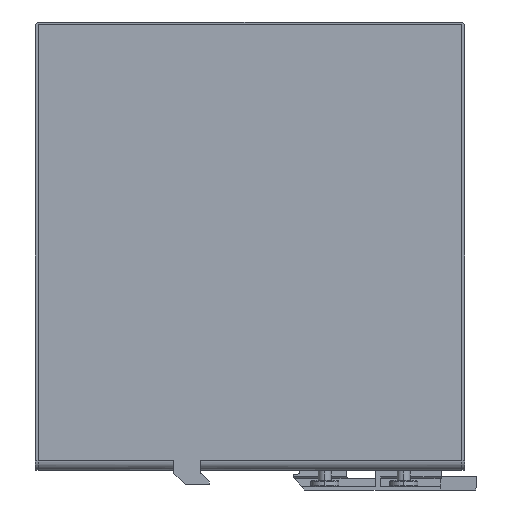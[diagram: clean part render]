
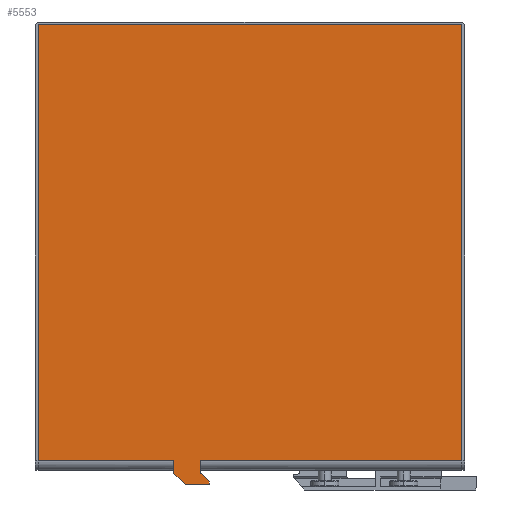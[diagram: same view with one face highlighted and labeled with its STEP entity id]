
A CAD part, left-side view. The second image highlights one B-rep face of the part: STEP entity #5553.
In plain terms, the highlighted planar face has unit normal (-1, 0, 0).
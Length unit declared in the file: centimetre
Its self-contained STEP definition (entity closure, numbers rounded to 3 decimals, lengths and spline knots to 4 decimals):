
#4592=CARTESIAN_POINT('',(-15.1649,-13.3332,-6.6066));
#4593=VERTEX_POINT('',#4592);
#4601=CARTESIAN_POINT('',(-15.1649,-13.3332,-7.0766));
#4602=VERTEX_POINT('',#4601);
#4603=CARTESIAN_POINT('',(-15.1649,-13.3332,12338.3934));
#4604=DIRECTION('',(0.,0.,-1.));
#4605=VECTOR('',#4604,24690.);
#4606=LINE('',#4603,#4605);
#4607=EDGE_CURVE('',#4593,#4602,#4606,.T.);
#4625=CARTESIAN_POINT('',(-15.1649,-12.7871,-7.4566));
#4626=VERTEX_POINT('',#4625);
#4633=CARTESIAN_POINT('',(-15.1649,-12.3871,-7.0566));
#4634=VERTEX_POINT('',#4633);
#4635=CARTESIAN_POINT('',(-15.1649,-8742.0203,-8736.6898));
#4636=DIRECTION('',(0.,0.707,0.707));
#4637=VECTOR('',#4636,24690.);
#4638=LINE('',#4635,#4637);
#4639=EDGE_CURVE('',#4626,#4634,#4638,.T.);
#4656=CARTESIAN_POINT('',(-15.1649,-13.6432,-7.4566));
#4657=VERTEX_POINT('',#4656);
#4664=CARTESIAN_POINT('',(-15.1649,-12358.6432,-7.4566));
#4665=DIRECTION('',(0.,1.,0.));
#4666=VECTOR('',#4665,24690.);
#4667=LINE('',#4664,#4666);
#4668=EDGE_CURVE('',#4657,#4626,#4667,.T.);
#4680=CARTESIAN_POINT('',(-15.1649,-13.6432,-7.3666));
#4681=VERTEX_POINT('',#4680);
#4688=CARTESIAN_POINT('',(-15.1649,-13.6432,12337.6334));
#4689=DIRECTION('',(0.,0.,-1.));
#4690=VECTOR('',#4689,24690.);
#4691=LINE('',#4688,#4690);
#4692=EDGE_CURVE('',#4681,#4657,#4691,.T.);
#4704=CARTESIAN_POINT('',(-15.1649,-13.3532,-7.0766));
#4705=VERTEX_POINT('',#4704);
#4712=CARTESIAN_POINT('',(-15.1649,8715.88,8722.1566));
#4713=DIRECTION('',(0.,-0.707,-0.707));
#4714=VECTOR('',#4713,24690.);
#4715=LINE('',#4712,#4714);
#4716=EDGE_CURVE('',#4705,#4681,#4715,.T.);
#4729=CARTESIAN_POINT('',(-15.1649,12331.6668,-7.0766));
#4730=DIRECTION('',(0.,-1.,0.));
#4731=VECTOR('',#4730,24690.);
#4732=LINE('',#4729,#4731);
#4733=EDGE_CURVE('',#4602,#4705,#4732,.T.);
#4744=CARTESIAN_POINT('',(-15.1649,-12.3871,-6.6066));
#4745=VERTEX_POINT('',#4744);
#4755=CARTESIAN_POINT('',(-15.1649,-12.3871,-12352.0566));
#4756=DIRECTION('',(0.,0.,1.));
#4757=VECTOR('',#4756,24690.);
#4758=LINE('',#4755,#4757);
#4759=EDGE_CURVE('',#4634,#4745,#4758,.T.);
#5449=CARTESIAN_POINT('',(-15.1649,-7.6151,8.8684));
#5450=VERTEX_POINT('',#5449);
#5457=CARTESIAN_POINT('',(-15.1649,-22.5651,8.8684));
#5458=VERTEX_POINT('',#5457);
#5459=CARTESIAN_POINT('',(-15.1649,12337.4349,8.8684));
#5460=DIRECTION('',(0.,-1.,0.));
#5461=VECTOR('',#5460,24690.);
#5462=LINE('',#5459,#5461);
#5463=EDGE_CURVE('',#5450,#5458,#5462,.T.);
#5480=CARTESIAN_POINT('',(-15.1649,-7.5651,8.8184));
#5481=VERTEX_POINT('',#5480);
#5482=CARTESIAN_POINT('',(-15.1649,-7.6151,8.8184));
#5483=DIRECTION('',(1.,0.,-0.));
#5484=DIRECTION('',(0.,0.707,0.707));
#5485=AXIS2_PLACEMENT_3D('',#5482,#5483,#5484);
#5486=CIRCLE('',#5485,0.05);
#5487=EDGE_CURVE('',#5481,#5450,#5486,.T.);
#5500=CARTESIAN_POINT('',(-15.1649,-7.5651,1.1309));
#5501=DIRECTION('',(-1.,0.,0.));
#5502=DIRECTION('',(0.,0.,-1.));
#5503=AXIS2_PLACEMENT_3D('',#5500,#5501,#5502);
#5504=PLANE('',#5503);
#5505=ORIENTED_EDGE('',*,*,#5487,.F.);
#5506=CARTESIAN_POINT('',(-15.1649,-7.5651,-6.6066));
#5507=VERTEX_POINT('',#5506);
#5508=CARTESIAN_POINT('',(-15.1649,-7.5651,12353.8684));
#5509=DIRECTION('',(0.,0.,-1.));
#5510=VECTOR('',#5509,24690.);
#5511=LINE('',#5508,#5510);
#5512=EDGE_CURVE('',#5481,#5507,#5511,.T.);
#5513=ORIENTED_EDGE('',*,*,#5512,.T.);
#5514=CARTESIAN_POINT('',(-15.1649,12337.4349,-6.6066));
#5515=DIRECTION('',(0.,-1.,0.));
#5516=VECTOR('',#5515,24690.);
#5517=LINE('',#5514,#5516);
#5518=EDGE_CURVE('',#5507,#4745,#5517,.T.);
#5519=ORIENTED_EDGE('',*,*,#5518,.T.);
#5520=ORIENTED_EDGE('',*,*,#4759,.F.);
#5521=ORIENTED_EDGE('',*,*,#4639,.F.);
#5522=ORIENTED_EDGE('',*,*,#4668,.F.);
#5523=ORIENTED_EDGE('',*,*,#4692,.F.);
#5524=ORIENTED_EDGE('',*,*,#4716,.F.);
#5525=ORIENTED_EDGE('',*,*,#4733,.F.);
#5526=ORIENTED_EDGE('',*,*,#4607,.F.);
#5527=CARTESIAN_POINT('',(-15.1649,-22.6151,-6.6066));
#5528=VERTEX_POINT('',#5527);
#5529=CARTESIAN_POINT('',(-15.1649,12337.4349,-6.6066));
#5530=DIRECTION('',(0.,-1.,0.));
#5531=VECTOR('',#5530,24690.);
#5532=LINE('',#5529,#5531);
#5533=EDGE_CURVE('',#4593,#5528,#5532,.T.);
#5534=ORIENTED_EDGE('',*,*,#5533,.T.);
#5535=CARTESIAN_POINT('',(-15.1649,-22.6151,8.8184));
#5536=VERTEX_POINT('',#5535);
#5537=CARTESIAN_POINT('',(-15.1649,-22.6151,-12336.1316));
#5538=DIRECTION('',(0.,0.,1.));
#5539=VECTOR('',#5538,24690.);
#5540=LINE('',#5537,#5539);
#5541=EDGE_CURVE('',#5528,#5536,#5540,.T.);
#5542=ORIENTED_EDGE('',*,*,#5541,.T.);
#5543=CARTESIAN_POINT('',(-15.1649,-22.5651,8.8184));
#5544=DIRECTION('',(1.,0.,0.));
#5545=DIRECTION('',(0.,-0.707,0.707));
#5546=AXIS2_PLACEMENT_3D('',#5543,#5544,#5545);
#5547=CIRCLE('',#5546,0.05);
#5548=EDGE_CURVE('',#5458,#5536,#5547,.T.);
#5549=ORIENTED_EDGE('',*,*,#5548,.F.);
#5550=ORIENTED_EDGE('',*,*,#5463,.F.);
#5551=EDGE_LOOP('',(#5505,#5513,#5519,#5520,#5521,#5522,#5523,#5524,#5525,#5526,#5534,#5542,#5549,#5550));
#5552=FACE_BOUND('',#5551,.T.);
#5553=ADVANCED_FACE('',(#5552),#5504,.T.);
